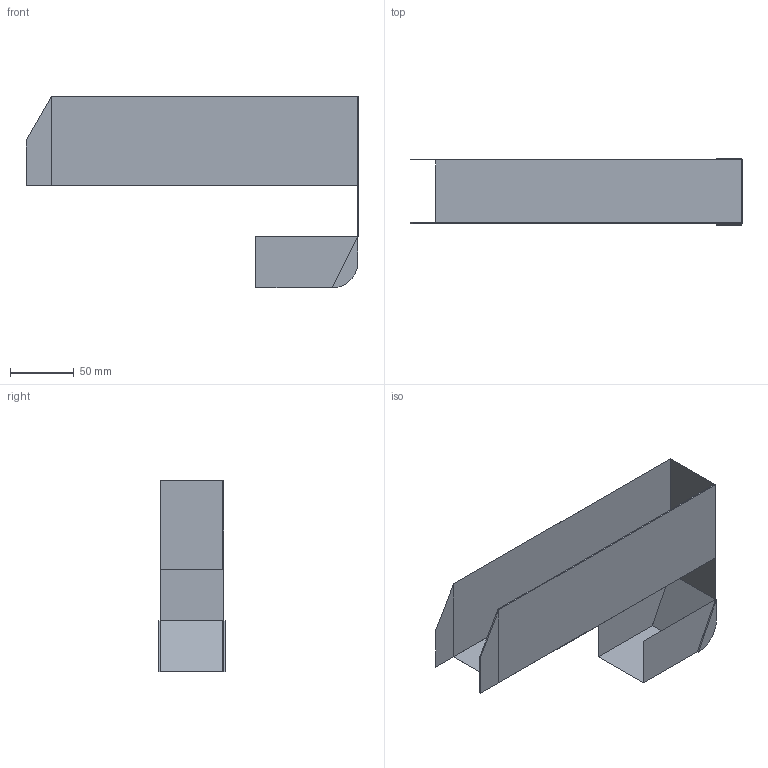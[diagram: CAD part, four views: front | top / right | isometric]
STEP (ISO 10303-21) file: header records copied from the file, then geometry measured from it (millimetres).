
FILE_DESCRIPTION(/* description */ (''),/* implementation_level */ '2;1');
FILE_NAME(/* name */ 'ELECTRONIC HOUSING v1.step',/* time_stamp */ '2023-01-21T22:48:23Z',/* author */ (''),/* organization */ (''),/* preprocessor_version */ 'ST-DEVELOPER v19.2',/* originating_system */ 'Autodesk Translation Framework v11.17.0.187',/* authorisation */ '');
FILE_SCHEMA (('AUTOMOTIVE_DESIGN { 1 0 10303 214 3 1 1 }'));
Length unit declared in the file: millimetre
Products named in the file (1): ELECTRONIC HOUSING
Bounding box: 260.01 x 52 x 150.01 mm (x, y, z)
Volume: 19589.7 mm3; surface area: 197358.6 mm2
Topology: 9 solids, 9 shells, 73 faces, 156 edges, 99 vertices
Faces by surface type: plane 71, cylinder 2
Entity records: 1944 total; most frequent: CARTESIAN_POINT 329, ORIENTED_EDGE 312, DIRECTION 309, EDGE_CURVE 156, LINE 151, VECTOR 151, VERTEX_POINT 99, AXIS2_PLACEMENT_3D 79
